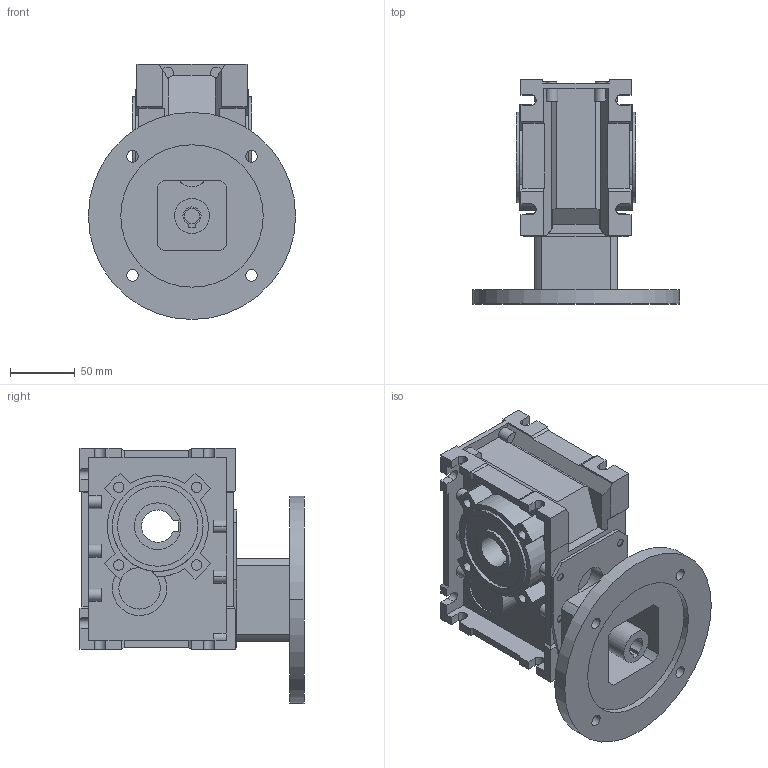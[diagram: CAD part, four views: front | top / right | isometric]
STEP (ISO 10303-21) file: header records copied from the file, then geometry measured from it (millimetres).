
FILE_DESCRIPTION((''),'2;1');
FILE_NAME('KPM50B-71B5','2022-08-23T',('Administrator'),(''),'PRO/ENGINEER BY PARAMETRIC TECHNOLOGY CORPORATION, 2008380','PRO/ENGINEER BY PARAMETRIC TECHNOLOGY CORPORATION, 2008380','');
FILE_SCHEMA(('CONFIG_CONTROL_DESIGN'));
Length unit declared in the file: millimetre
Products named in the file (1): KPM50B-71B5
Bounding box: 160 x 173 x 197 mm (x, y, z)
Volume: 1324629.5 mm3; surface area: 200323.9 mm2
Topology: 2 solids, 2 shells, 419 faces, 1122 edges, 736 vertices
Faces by surface type: plane 267, cylinder 148, bspline 4
Entity records: 13310 total; most frequent: CARTESIAN_POINT 2463, DIRECTION 2282, ORIENTED_EDGE 2244, EDGE_CURVE 1122, VECTOR 772, LINE 772, AXIS2_PLACEMENT_3D 755, VERTEX_POINT 736
